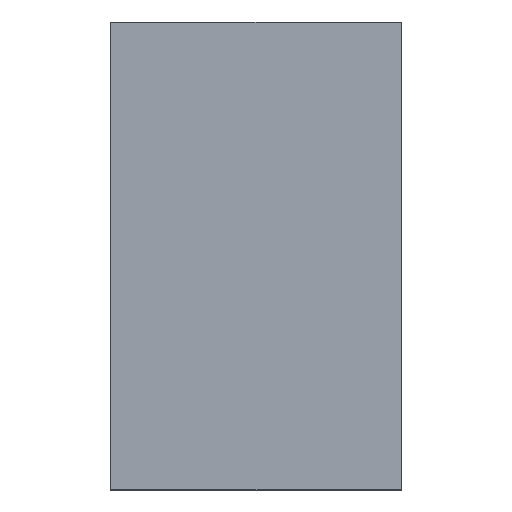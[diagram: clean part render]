
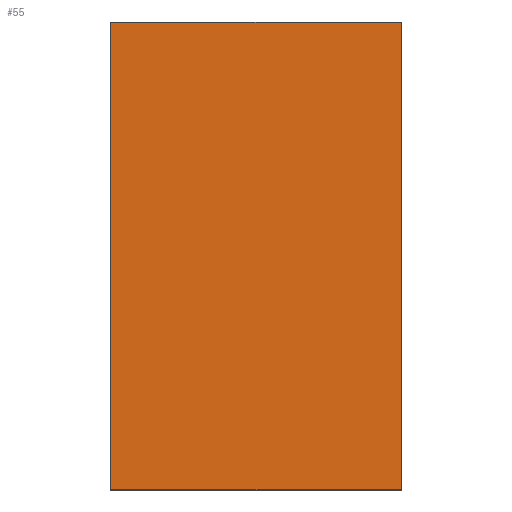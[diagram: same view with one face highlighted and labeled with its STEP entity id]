
A CAD part, top view. The second image highlights one B-rep face of the part: STEP entity #55.
In plain terms, the highlighted planar face has unit normal (0, 0, 1).
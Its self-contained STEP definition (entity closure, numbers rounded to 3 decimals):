
#11 = EDGE_CURVE ( 'NONE', #166, #58, #40, .T. ) ;
#27 = VECTOR ( 'NONE', #161, 1000. ) ;
#29 = DIRECTION ( 'NONE',  ( 0., -1., 0. ) ) ;
#37 = DIRECTION ( 'NONE',  ( 0., 0., 1. ) ) ;
#40 = LINE ( 'NONE', #138, #47 ) ;
#47 = VECTOR ( 'NONE', #156, 1000. ) ;
#54 = EDGE_LOOP ( 'NONE', ( #74, #148, #204, #72 ) ) ;
#55 = ADVANCED_FACE ( 'NONE', ( #136 ), #214, .T. ) ;
#58 = VERTEX_POINT ( 'NONE', #84 ) ;
#72 = ORIENTED_EDGE ( 'NONE', *, *, #167, .T. ) ;
#74 = ORIENTED_EDGE ( 'NONE', *, *, #110, .T. ) ;
#84 = CARTESIAN_POINT ( 'NONE',  ( 5.9, -9.5, 1.75 ) ) ;
#87 = LINE ( 'NONE', #142, #27 ) ;
#88 = CARTESIAN_POINT ( 'NONE',  ( -5.9, 9.5, 1.75 ) ) ;
#91 = LINE ( 'NONE', #218, #96 ) ;
#96 = VECTOR ( 'NONE', #29, 1000. ) ;
#105 = CARTESIAN_POINT ( 'NONE',  ( 0., 0., 1.75 ) ) ;
#110 = EDGE_CURVE ( 'NONE', #188, #166, #91, .T. ) ;
#119 = DIRECTION ( 'NONE',  ( 1., 0., 0. ) ) ;
#122 = CARTESIAN_POINT ( 'NONE',  ( -5.9, -9.5, 1.75 ) ) ;
#136 = FACE_OUTER_BOUND ( 'NONE', #54, .T. ) ;
#138 = CARTESIAN_POINT ( 'NONE',  ( 5.9, -9.5, 1.75 ) ) ;
#142 = CARTESIAN_POINT ( 'NONE',  ( 5.9, -9.5, 1.75 ) ) ;
#148 = ORIENTED_EDGE ( 'NONE', *, *, #11, .T. ) ;
#156 = DIRECTION ( 'NONE',  ( 1., 0., 0. ) ) ;
#161 = DIRECTION ( 'NONE',  ( 0., 1., 0. ) ) ;
#165 = CARTESIAN_POINT ( 'NONE',  ( 5.9, 9.5, 1.75 ) ) ;
#166 = VERTEX_POINT ( 'NONE', #122 ) ;
#167 = EDGE_CURVE ( 'NONE', #169, #188, #182, .T. ) ;
#169 = VERTEX_POINT ( 'NONE', #165 ) ;
#182 = LINE ( 'NONE', #233, #222 ) ;
#188 = VERTEX_POINT ( 'NONE', #88 ) ;
#202 = DIRECTION ( 'NONE',  ( -1., 0., 0. ) ) ;
#204 = ORIENTED_EDGE ( 'NONE', *, *, #231, .T. ) ;
#214 = PLANE ( 'NONE',  #217 ) ;
#217 = AXIS2_PLACEMENT_3D ( 'NONE', #105, #37, #119 ) ;
#218 = CARTESIAN_POINT ( 'NONE',  ( -5.9, -9.5, 1.75 ) ) ;
#222 = VECTOR ( 'NONE', #202, 1000. ) ;
#231 = EDGE_CURVE ( 'NONE', #58, #169, #87, .T. ) ;
#233 = CARTESIAN_POINT ( 'NONE',  ( 5.9, 9.5, 1.75 ) ) ;
